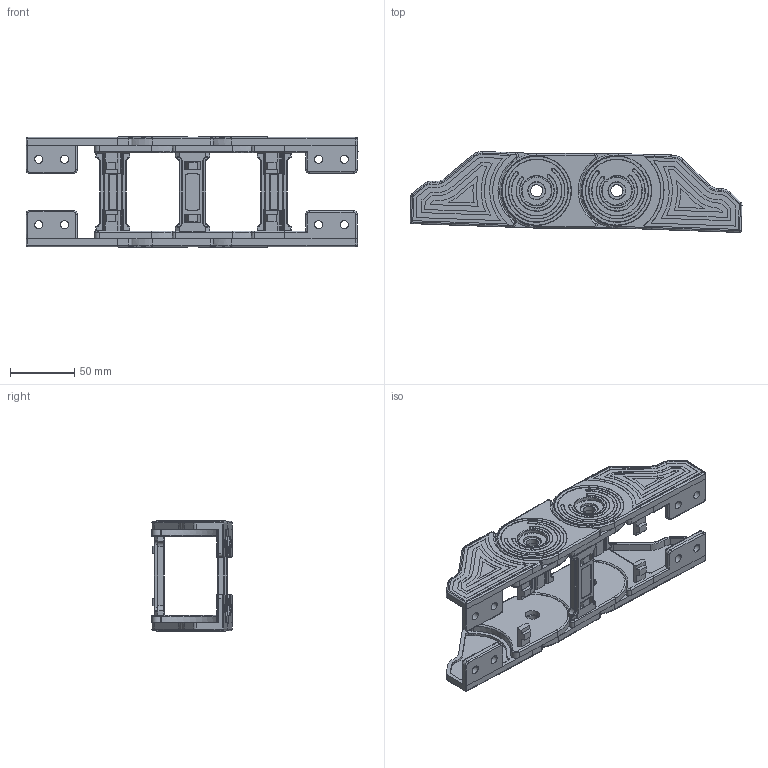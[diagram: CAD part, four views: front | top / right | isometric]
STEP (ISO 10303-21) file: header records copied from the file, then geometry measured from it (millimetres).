
FILE_DESCRIPTION (( 'STEP AP214' ), '1' );
FILE_NAME ('CK42-A060-ESKÝ AYAK.STEP', '2019-09-18T12:15:36', ( '' ), ( '' ), 'SwSTEP 2.0', 'SolidWorks 2017', '' );
FILE_SCHEMA (( 'AUTOMOTIVE_DESIGN' ));
Length unit declared in the file: millimetre
Products named in the file (1): CK42-A060-ESKÝ AYAK
Bounding box: 258.63 x 62.95 x 85.8 mm (x, y, z)
Volume: 255354.6 mm3; surface area: 137813.1 mm2
Topology: 10 solids, 10 shells, 2296 faces, 5896 edges, 3664 vertices
Faces by surface type: plane 954, cylinder 900, bspline 292, torus 100, sphere 50
Entity records: 98289 total; most frequent: CARTESIAN_POINT 45731, ORIENTED_EDGE 11660, DIRECTION 9796, EDGE_CURVE 5830, VERTEX_POINT 3664, LINE 3286, VECTOR 3286, AXIS2_PLACEMENT_3D 3255
